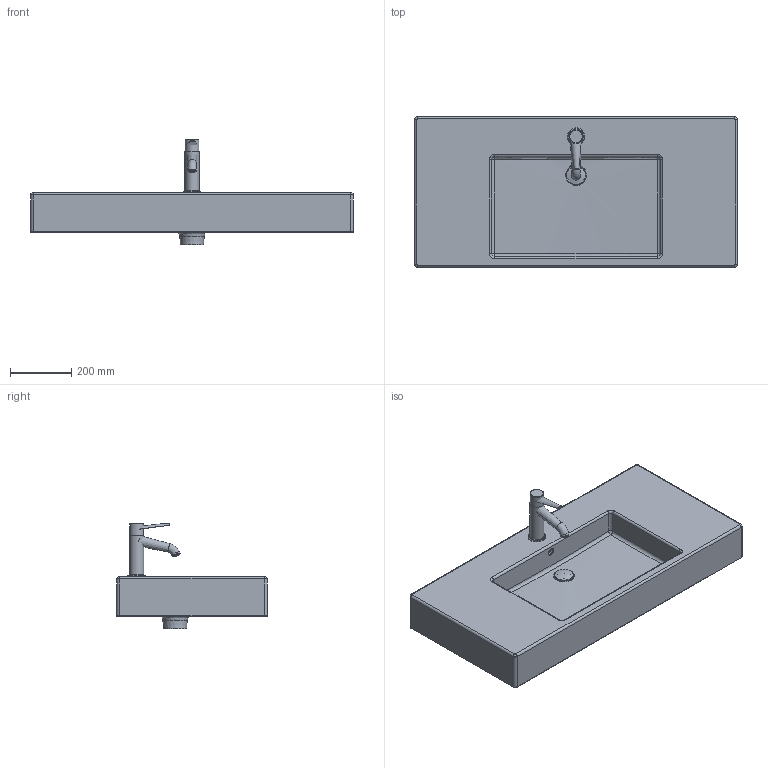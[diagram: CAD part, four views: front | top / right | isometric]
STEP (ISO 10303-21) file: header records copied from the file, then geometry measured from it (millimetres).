
FILE_DESCRIPTION((''),'2;1');
FILE_NAME('032910.stp','2007-10-05T14:40:48',('Huebner'),(''),'Autodesk Inventor 11','Autodesk Inventor 11','');
FILE_SCHEMA(('AUTOMOTIVE_DESIGN { 1 0 10303 214 1 1 1 1 }'));
Length unit declared in the file: millimetre
Products named in the file (9): 032910; Kelch; Stopfen; Baterie_Zusatz_VERO; hebel_Zusatz_VERO; Hebel2; Griff2; Neoperl2
Assembly tree (8 placements, depth 3):
  032910
    032910
    Kelch
    Stopfen
    Baterie_Zusatz_VERO
      hebel_Zusatz_VERO
      Hebel2
      Griff2
      Neoperl2
Bounding box: 1050 x 490 x 344.77 mm (x, y, z)
Volume: 38632150.3 mm3; surface area: 1854276.6 mm2
Topology: 7 solids, 7 shells, 171 faces, 388 edges, 225 vertices
Faces by surface type: cylinder 68, plane 44, bspline 28, torus 27, cone 4
Full cylindrical faces by diameter (mm): 16 x1, 20 x6, 35 x1, 42 x1, 44 x1, 45 x1, 46 x1, 52 x1, 57.193 x1, 60 x1
Entity records: 9335 total; most frequent: CARTESIAN_POINT 5513, DIRECTION 816, ORIENTED_EDGE 678, AXIS2_PLACEMENT_3D 344, EDGE_CURVE 339, EDGE_LOOP 220, VERTEX_POINT 215, CIRCLE 180
